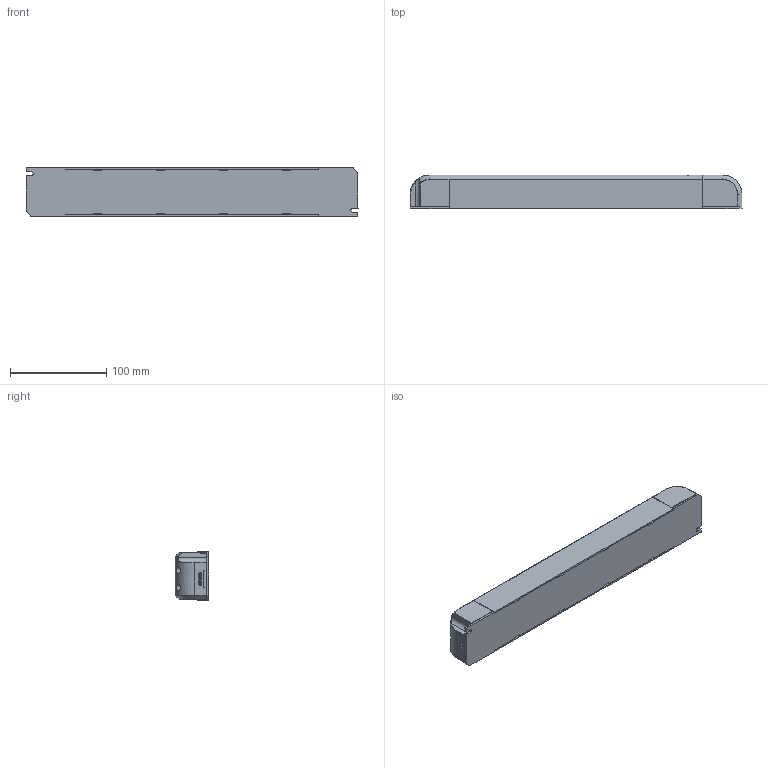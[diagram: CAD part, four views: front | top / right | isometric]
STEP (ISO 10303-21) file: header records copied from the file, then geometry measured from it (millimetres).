
FILE_DESCRIPTION(('Creo Elements/Direct Modeling STEP Export'),'2;1');
FILE_NAME('3D_K61.stp','2019-09-27T11:43:29',(''),(''),'PTC Creo Elements/Direct Modeling STEP processor for AP214 (Solid Model)','PTC Creo Elements/Direct Modeling 19.0E 27-Jun-2016 (C) Parametric Technology GmbH','');
FILE_SCHEMA(('AUTOMOTIVE_DESIGN { 1 0 10303 214 1 1 1 1 }'));
Length unit declared in the file: millimetre
Products named in the file (1): KT-049-BO_16.PRT
Bounding box: 345.03 x 35 x 50.11 mm (x, y, z)
Volume: 106535.8 mm3; surface area: 145090.2 mm2
Topology: 1 solids, 1 shells, 896 faces, 2536 edges, 1623 vertices
Faces by surface type: plane 685, cylinder 110, cone 60, bspline 16, torus 16, extrusion 5, sphere 4
Entity records: 37133 total; most frequent: CARTESIAN_POINT 7319, ORIENTED_EDGE 5052, DIRECTION 4261, EDGE_CURVE 2524, VECTOR 1939, LINE 1934, VERTEX_POINT 1623, AXIS2_PLACEMENT_3D 1161
